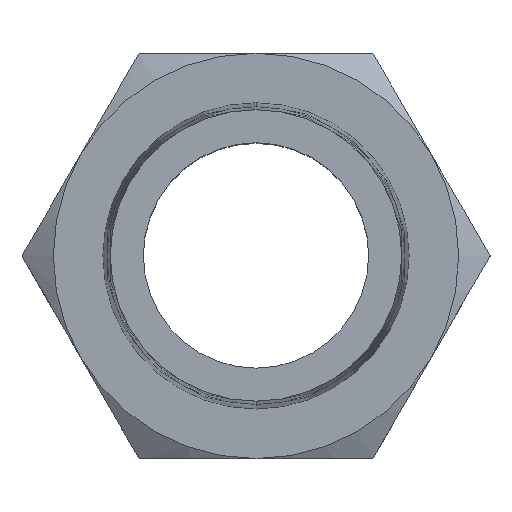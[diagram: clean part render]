
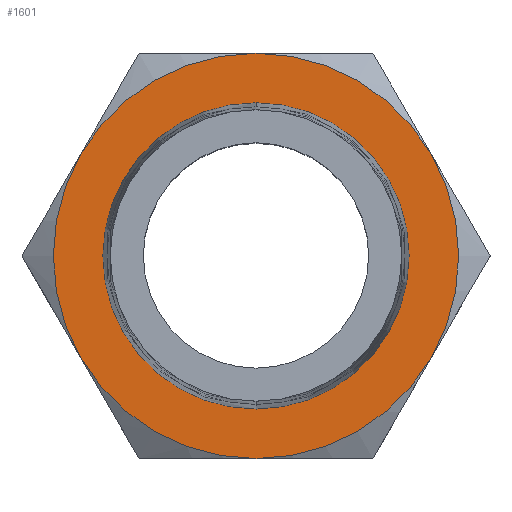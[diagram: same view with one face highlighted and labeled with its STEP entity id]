
A CAD part, top view. The second image highlights one B-rep face of the part: STEP entity #1601.
In plain terms, the highlighted planar face has unit normal (0, 0, 1).
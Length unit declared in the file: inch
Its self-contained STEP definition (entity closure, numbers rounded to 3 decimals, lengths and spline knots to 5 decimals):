
#145=CARTESIAN_POINT('',(0.,-0.84375,0.23875));
#178=CARTESIAN_POINT('',(0.,0.,0.23875));
#179=DIRECTION('',(0.,0.,1.));
#180=DIRECTION('',(-0.866,0.5,0.));
#181=AXIS2_PLACEMENT_3D('',#178,#179,#180);
#190=CARTESIAN_POINT('',(-0.73071,-0.42187,0.23875));
#230=CARTESIAN_POINT('',(-0.73071,0.42188,0.23875));
#270=CARTESIAN_POINT('',(0.,0.84375,0.23875));
#310=CARTESIAN_POINT('',(0.73071,0.42187,0.23875));
#343=CARTESIAN_POINT('',(0.,0.,0.23875));
#344=DIRECTION('',(0.,0.,1.));
#345=DIRECTION('',(0.866,-0.5,0.));
#346=AXIS2_PLACEMENT_3D('',#343,#344,#345);
#348=CARTESIAN_POINT('',(0.,0.,0.23875));
#349=DIRECTION('',(0.,0.,1.));
#350=DIRECTION('',(0.,1.,0.));
#351=AXIS2_PLACEMENT_3D('',#348,#349,#350);
#353=CARTESIAN_POINT('',(0.,0.,0.23875));
#354=DIRECTION('',(0.,0.,1.));
#355=DIRECTION('',(0.866,0.5,0.));
#356=AXIS2_PLACEMENT_3D('',#353,#354,#355);
#358=CARTESIAN_POINT('',(0.,0.,0.23875));
#359=DIRECTION('',(0.,0.,1.));
#360=DIRECTION('',(0.,-1.,0.));
#361=AXIS2_PLACEMENT_3D('',#358,#359,#360);
#363=CARTESIAN_POINT('',(0.,0.,0.23875));
#364=DIRECTION('',(0.,0.,1.));
#365=DIRECTION('',(-0.866,-0.5,0.));
#366=AXIS2_PLACEMENT_3D('',#363,#364,#365);
#376=CARTESIAN_POINT('',(0.,0.,0.23875));
#377=DIRECTION('',(0.,0.,1.));
#378=DIRECTION('',(0.,1.,0.));
#379=AXIS2_PLACEMENT_3D('',#376,#377,#378);
#381=CARTESIAN_POINT('',(0.,0.,0.23875));
#382=DIRECTION('',(0.,0.,-1.));
#383=DIRECTION('',(0.,1.,0.));
#384=AXIS2_PLACEMENT_3D('',#381,#382,#383);
#485=CARTESIAN_POINT('',(0.73071,-0.42188,0.23875));
#961=VERTEX_POINT('',#310);
#965=VERTEX_POINT('',#485);
#969=VERTEX_POINT('',#145);
#973=VERTEX_POINT('',#190);
#977=VERTEX_POINT('',#230);
#981=VERTEX_POINT('',#270);
#996=CARTESIAN_POINT('',(0.,0.63751,0.23875));
#998=VERTEX_POINT('',#996);
#1004=CARTESIAN_POINT('',(0.,-0.63751,0.23875));
#1006=VERTEX_POINT('',#1004);
#1582=CARTESIAN_POINT('',(0.,0.,0.23875));
#1583=DIRECTION('',(0.,0.,-1.));
#1584=DIRECTION('',(0.,-1.,0.));
#1585=AXIS2_PLACEMENT_3D('',#1582,#1583,#1584);
#1586=PLANE('',#1585);
#1587=ORIENTED_EDGE('',*,*,#1474,.F.);
#1588=ORIENTED_EDGE('',*,*,#1488,.F.);
#1589=ORIENTED_EDGE('',*,*,#1502,.F.);
#1590=ORIENTED_EDGE('',*,*,#1574,.F.);
#1591=ORIENTED_EDGE('',*,*,#1460,.F.);
#1592=ORIENTED_EDGE('',*,*,#1447,.F.);
#1593=EDGE_LOOP('',(#1587,#1588,#1589,#1590,#1591,#1592));
#1594=FACE_OUTER_BOUND('',#1593,.F.);
#1596=ORIENTED_EDGE('',*,*,#1595,.T.);
#1598=ORIENTED_EDGE('',*,*,#1597,.F.);
#1599=EDGE_LOOP('',(#1596,#1598));
#1600=FACE_BOUND('',#1599,.F.);
#1601=ADVANCED_FACE('',(#1594,#1600),#1586,.F.);
#182=CIRCLE('',#181,0.84375);
#347=CIRCLE('',#346,0.84375);
#352=CIRCLE('',#351,0.84375);
#357=CIRCLE('',#356,0.84375);
#362=CIRCLE('',#361,0.84375);
#367=CIRCLE('',#366,0.84375);
#380=CIRCLE('',#379,0.63751);
#385=CIRCLE('',#384,0.63751);
#1447=EDGE_CURVE('',#973,#969,#367,.T.);
#1460=EDGE_CURVE('',#969,#965,#362,.T.);
#1474=EDGE_CURVE('',#977,#973,#182,.T.);
#1488=EDGE_CURVE('',#981,#977,#352,.T.);
#1502=EDGE_CURVE('',#961,#981,#357,.T.);
#1574=EDGE_CURVE('',#965,#961,#347,.T.);
#1595=EDGE_CURVE('',#998,#1006,#380,.T.);
#1597=EDGE_CURVE('',#998,#1006,#385,.T.);
